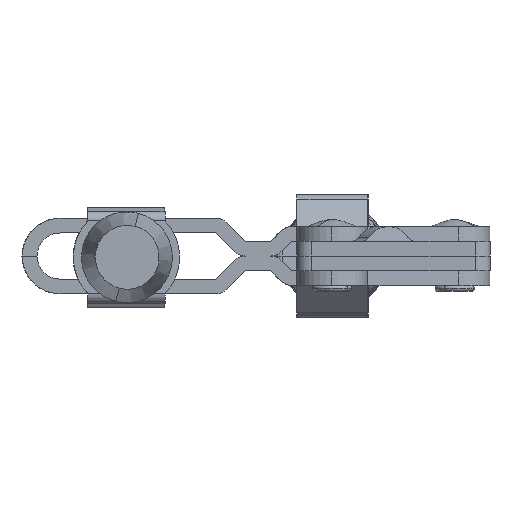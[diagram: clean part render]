
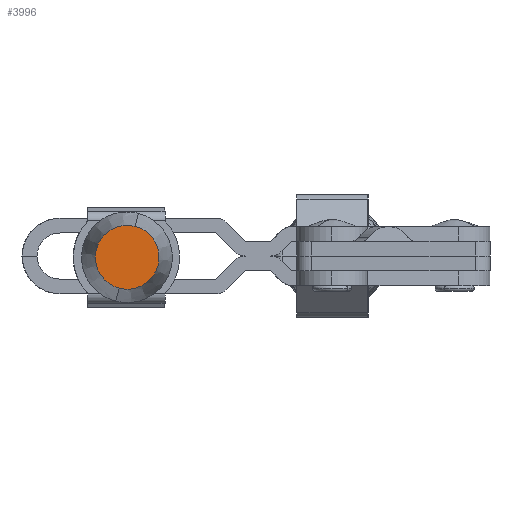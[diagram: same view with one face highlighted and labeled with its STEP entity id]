
A CAD part, front view. The second image highlights one B-rep face of the part: STEP entity #3996.
In plain terms, the highlighted face is planar.
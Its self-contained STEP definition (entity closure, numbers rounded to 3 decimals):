
#3384 = VERTEX_POINT ( 'NONE', #10511 ) ;
#3385 = EDGE_CURVE ( 'NONE', #3384, #3386, #10509, .T. ) ;
#3386 = VERTEX_POINT ( 'NONE', #10518 ) ;
#3679 = EDGE_CURVE ( 'NONE', #3386, #3384, #13683, .T. ) ;
#3920 = EDGE_LOOP ( 'NONE', ( #3928, #3931 ) ) ;
#3928 = ORIENTED_EDGE ( 'NONE', *, *, #3385, .F. ) ;
#3931 = ORIENTED_EDGE ( 'NONE', *, *, #3679, .F. ) ;
#3996 = ADVANCED_FACE ( 'NONE', ( #17071 ), #17091, .T. ) ;
#10504 = DIRECTION ( 'NONE',  ( 0., 0., 1. ) ) ;
#10509 = CIRCLE ( 'NONE', #10519, 6.5 ) ;
#10511 = CARTESIAN_POINT ( 'NONE',  ( 0., -6.5, -8.5 ) ) ;
#10518 = CARTESIAN_POINT ( 'NONE',  ( 0., 6.5, -8.5 ) ) ;
#10519 = AXIS2_PLACEMENT_3D ( 'NONE', #10521, #10504, #10557 ) ;
#10521 = CARTESIAN_POINT ( 'NONE',  ( 0., 0., -8.5 ) ) ;
#10557 = DIRECTION ( 'NONE',  ( 0., -1., 0. ) ) ;
#13655 = CARTESIAN_POINT ( 'NONE',  ( 0., 0., -8.5 ) ) ;
#13656 = AXIS2_PLACEMENT_3D ( 'NONE', #13655, #13682, #13681 ) ;
#13681 = DIRECTION ( 'NONE',  ( 0., -1., 0. ) ) ;
#13682 = DIRECTION ( 'NONE',  ( 0., 0., 1. ) ) ;
#13683 = CIRCLE ( 'NONE', #13656, 6.5 ) ;
#17068 = DIRECTION ( 'NONE',  ( 0., 1., 0. ) ) ;
#17069 = DIRECTION ( 'NONE',  ( 0., 0., -1. ) ) ;
#17070 = CARTESIAN_POINT ( 'NONE',  ( 0., 0., -8.5 ) ) ;
#17071 = FACE_OUTER_BOUND ( 'NONE', #3920, .T. ) ;
#17091 = PLANE ( 'NONE',  #17093 ) ;
#17093 = AXIS2_PLACEMENT_3D ( 'NONE', #17070, #17069, #17068 ) ;
